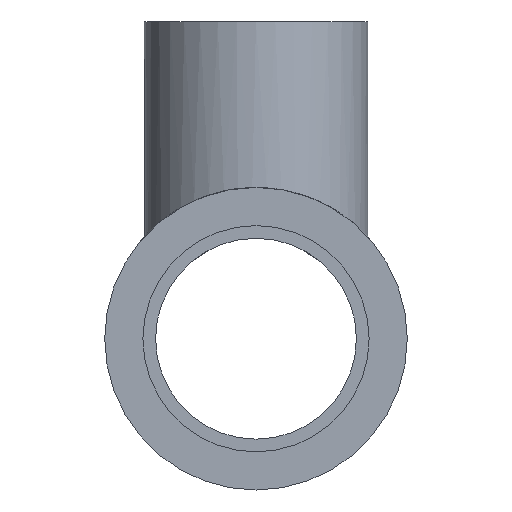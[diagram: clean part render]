
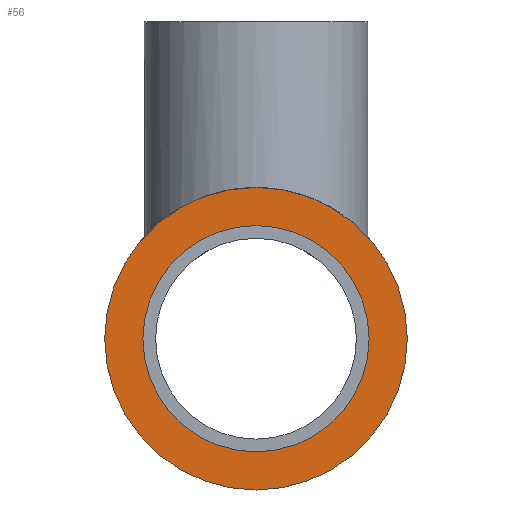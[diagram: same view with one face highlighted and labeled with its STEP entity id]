
A CAD part, left-side view. The second image highlights one B-rep face of the part: STEP entity #56.
In plain terms, the highlighted planar face has unit normal (-1, 0, 0).
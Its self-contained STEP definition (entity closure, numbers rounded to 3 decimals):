
#56 = ADVANCED_FACE( '', ( #121, #122 ), #123, .F. );
#121 = FACE_BOUND( '', #186, .T. );
#122 = FACE_OUTER_BOUND( '', #187, .T. );
#123 = PLANE( '', #188 );
#186 = EDGE_LOOP( '', ( #263 ) );
#187 = EDGE_LOOP( '', ( #264 ) );
#188 = AXIS2_PLACEMENT_3D( '', #265, #266, #267 );
#263 = ORIENTED_EDGE( '', *, *, #316, .T. );
#264 = ORIENTED_EDGE( '', *, *, #306, .F. );
#265 = CARTESIAN_POINT( '', ( -70., 0., 0. ) );
#266 = DIRECTION( '', ( 1., 0., 0. ) );
#267 = DIRECTION( '', ( 0., 0., -1. ) );
#306 = EDGE_CURVE( '', #344, #344, #345, .T. );
#316 = EDGE_CURVE( '', #359, #359, #360, .T. );
#344 = VERTEX_POINT( '', #480 );
#345 = CIRCLE( '', #481, 26.75 );
#359 = VERTEX_POINT( '', #612 );
#360 = CIRCLE( '', #613, 20. );
#480 = CARTESIAN_POINT( '', ( -70., 26.75, 0. ) );
#481 = AXIS2_PLACEMENT_3D( '', #642, #643, #644 );
#612 = CARTESIAN_POINT( '', ( -70., 0., -20. ) );
#613 = AXIS2_PLACEMENT_3D( '', #654, #655, #656 );
#642 = CARTESIAN_POINT( '', ( -70., 0., 0. ) );
#643 = DIRECTION( '', ( 1., 0., 0. ) );
#644 = DIRECTION( '', ( 0., 1., 0. ) );
#654 = CARTESIAN_POINT( '', ( -70., 0., 0. ) );
#655 = DIRECTION( '', ( 1., 0., 0. ) );
#656 = DIRECTION( '', ( 0., 0., -1. ) );
